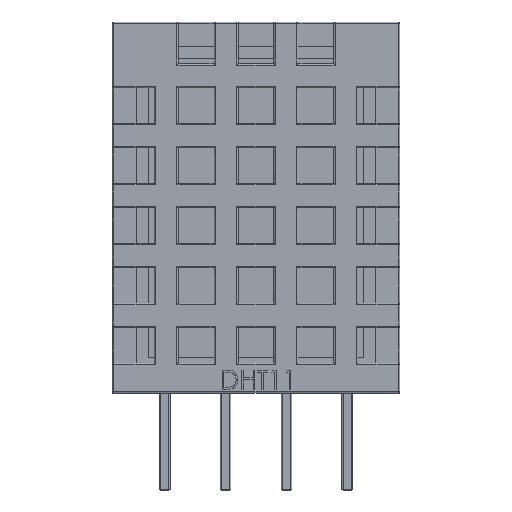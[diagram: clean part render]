
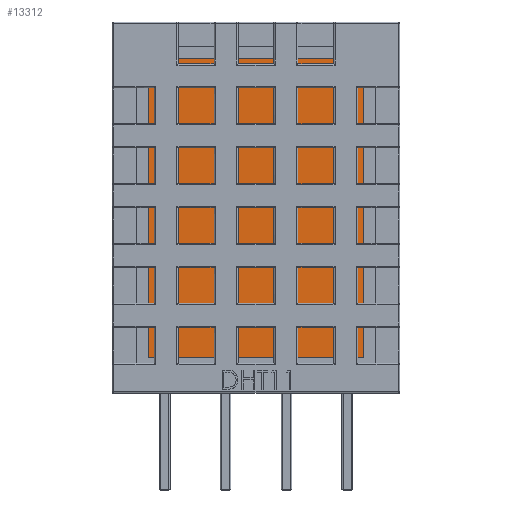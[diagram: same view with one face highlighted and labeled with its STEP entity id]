
A CAD part, top view. The second image highlights one B-rep face of the part: STEP entity #13312.
In plain terms, the highlighted planar face has unit normal (0, 0, 1).
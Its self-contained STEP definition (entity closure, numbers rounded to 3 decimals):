
#72 = CARTESIAN_POINT ( 'NONE',  ( 10.5, 14., 2.99 ) ) ;
#208 = CARTESIAN_POINT ( 'NONE',  ( 10.5, 1.5, 2.99 ) ) ;
#633 = CARTESIAN_POINT ( 'NONE',  ( 1.5, 1.5, 2.99 ) ) ;
#971 = VECTOR ( 'NONE', #4282, 1000. ) ;
#1398 = VERTEX_POINT ( 'NONE', #633 ) ;
#1425 = CARTESIAN_POINT ( 'NONE',  ( 1.5, 1.5, 2.99 ) ) ;
#1476 = DIRECTION ( 'NONE',  ( 0., 0., 1. ) ) ;
#1540 = CARTESIAN_POINT ( 'NONE',  ( 10.5, 1.5, 2.99 ) ) ;
#1694 = LINE ( 'NONE', #1540, #4182 ) ;
#3199 = EDGE_CURVE ( 'NONE', #1398, #5320, #3726, .T. ) ;
#3573 = ORIENTED_EDGE ( 'NONE', *, *, #11919, .T. ) ;
#3600 = DIRECTION ( 'NONE',  ( -1., 0., 0. ) ) ;
#3694 = EDGE_CURVE ( 'NONE', #13771, #9187, #13812, .T. ) ;
#3726 = LINE ( 'NONE', #1425, #10376 ) ;
#3835 = ORIENTED_EDGE ( 'NONE', *, *, #6166, .T. ) ;
#3852 = PLANE ( 'NONE',  #4642 ) ;
#4182 = VECTOR ( 'NONE', #10621, 1000. ) ;
#4282 = DIRECTION ( 'NONE',  ( 0., -1., 0. ) ) ;
#4642 = AXIS2_PLACEMENT_3D ( 'NONE', #9343, #1476, #6982 ) ;
#5320 = VERTEX_POINT ( 'NONE', #208 ) ;
#5473 = EDGE_LOOP ( 'NONE', ( #3835, #12396, #3573, #11955 ) ) ;
#5495 = CARTESIAN_POINT ( 'NONE',  ( 10.5, 14., 2.99 ) ) ;
#5547 = LINE ( 'NONE', #11129, #971 ) ;
#5970 = DIRECTION ( 'NONE',  ( 1., 0., 0. ) ) ;
#6166 = EDGE_CURVE ( 'NONE', #9187, #1398, #5547, .T. ) ;
#6982 = DIRECTION ( 'NONE',  ( 1., 0., 0. ) ) ;
#7462 = CARTESIAN_POINT ( 'NONE',  ( 1.5, 14., 2.99 ) ) ;
#9187 = VERTEX_POINT ( 'NONE', #7462 ) ;
#9343 = CARTESIAN_POINT ( 'NONE',  ( 0., 0., 2.99 ) ) ;
#10376 = VECTOR ( 'NONE', #5970, 1000. ) ;
#10621 = DIRECTION ( 'NONE',  ( 0., 1., 0. ) ) ;
#11129 = CARTESIAN_POINT ( 'NONE',  ( 1.5, 14., 2.99 ) ) ;
#11831 = VECTOR ( 'NONE', #3600, 1000. ) ;
#11919 = EDGE_CURVE ( 'NONE', #5320, #13771, #1694, .T. ) ;
#11955 = ORIENTED_EDGE ( 'NONE', *, *, #3694, .T. ) ;
#12396 = ORIENTED_EDGE ( 'NONE', *, *, #3199, .T. ) ;
#13312 = ADVANCED_FACE ( 'NONE', ( #13776 ), #3852, .T. ) ;
#13771 = VERTEX_POINT ( 'NONE', #72 ) ;
#13776 = FACE_OUTER_BOUND ( 'NONE', #5473, .T. ) ;
#13812 = LINE ( 'NONE', #5495, #11831 ) ;
